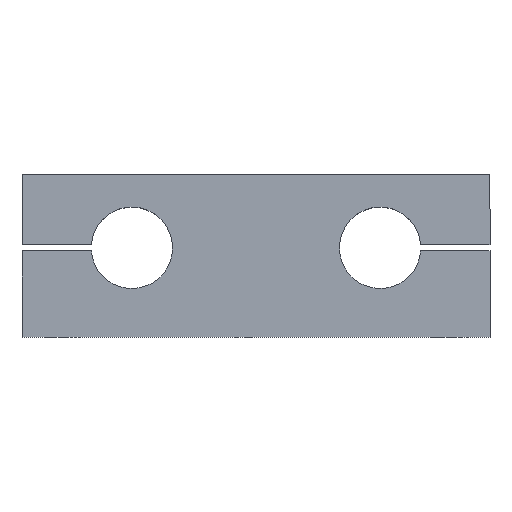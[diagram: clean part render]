
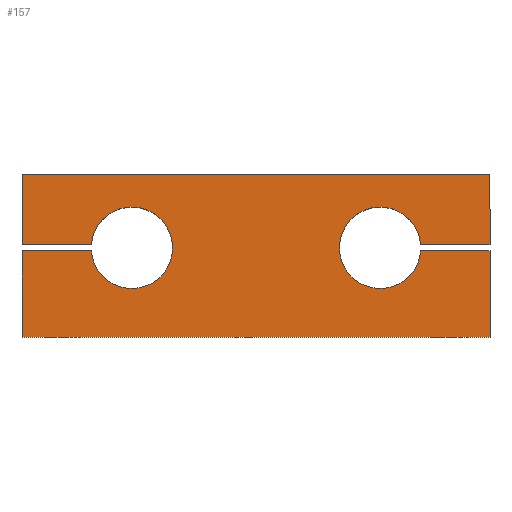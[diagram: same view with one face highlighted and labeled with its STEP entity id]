
A CAD part, top view. The second image highlights one B-rep face of the part: STEP entity #157.
In plain terms, the highlighted planar face has unit normal (0, 0, 1).
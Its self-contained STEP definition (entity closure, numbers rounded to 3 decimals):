
#2 = ORIENTED_EDGE ( 'NONE', *, *, #454, .T. ) ;
#15 = VECTOR ( 'NONE', #302, 1000. ) ;
#28 = CARTESIAN_POINT ( 'NONE',  ( 115., 0., 15. ) ) ;
#43 = LINE ( 'NONE', #366, #15 ) ;
#49 = CARTESIAN_POINT ( 'NONE',  ( -80.944, 42.5, 15. ) ) ;
#63 = CARTESIAN_POINT ( 'NONE',  ( -115., 0., 15. ) ) ;
#79 = CARTESIAN_POINT ( 'NONE',  ( -115., 45.5, 15. ) ) ;
#96 = VERTEX_POINT ( 'NONE', #738 ) ;
#99 = CIRCLE ( 'NONE', #350, 20. ) ;
#108 = DIRECTION ( 'NONE',  ( -1., 0., 0. ) ) ;
#114 = EDGE_CURVE ( 'NONE', #226, #342, #99, .T. ) ;
#118 = DIRECTION ( 'NONE',  ( 0., 1., 0. ) ) ;
#120 = VERTEX_POINT ( 'NONE', #204 ) ;
#124 = ORIENTED_EDGE ( 'NONE', *, *, #141, .T. ) ;
#125 = CARTESIAN_POINT ( 'NONE',  ( -115., 80., 15. ) ) ;
#126 = CARTESIAN_POINT ( 'NONE',  ( -115., 45.5, 15. ) ) ;
#128 = VECTOR ( 'NONE', #716, 1000. ) ;
#141 = EDGE_CURVE ( 'NONE', #675, #577, #294, .T. ) ;
#151 = EDGE_CURVE ( 'NONE', #733, #214, #537, .T. ) ;
#157 = ADVANCED_FACE ( 'NONE', ( #626 ), #553, .F. ) ;
#165 = EDGE_LOOP ( 'NONE', ( #471, #787, #543, #497, #304, #2, #435, #205, #404, #124, #397, #648 ) ) ;
#167 = DIRECTION ( 'NONE',  ( -1., 0., 0. ) ) ;
#183 = CARTESIAN_POINT ( 'NONE',  ( 115., 0., 15. ) ) ;
#197 = CARTESIAN_POINT ( 'NONE',  ( 115., 45.5, 15. ) ) ;
#201 = VECTOR ( 'NONE', #281, 1000. ) ;
#202 = CARTESIAN_POINT ( 'NONE',  ( -115., 80., 15. ) ) ;
#204 = CARTESIAN_POINT ( 'NONE',  ( 115., 0., 15. ) ) ;
#205 = ORIENTED_EDGE ( 'NONE', *, *, #114, .F. ) ;
#211 = EDGE_CURVE ( 'NONE', #96, #273, #689, .T. ) ;
#214 = VERTEX_POINT ( 'NONE', #649 ) ;
#215 = VERTEX_POINT ( 'NONE', #125 ) ;
#226 = VERTEX_POINT ( 'NONE', #49 ) ;
#227 = AXIS2_PLACEMENT_3D ( 'NONE', #314, #576, #250 ) ;
#230 = EDGE_CURVE ( 'NONE', #675, #226, #567, .T. ) ;
#231 = LINE ( 'NONE', #428, #790 ) ;
#244 = EDGE_CURVE ( 'NONE', #577, #120, #43, .T. ) ;
#250 = DIRECTION ( 'NONE',  ( -1., 0., 0. ) ) ;
#273 = VERTEX_POINT ( 'NONE', #460 ) ;
#281 = DIRECTION ( 'NONE',  ( 0., -1., 0. ) ) ;
#294 = LINE ( 'NONE', #555, #201 ) ;
#302 = DIRECTION ( 'NONE',  ( 1., 0., 0. ) ) ;
#304 = ORIENTED_EDGE ( 'NONE', *, *, #357, .T. ) ;
#314 = CARTESIAN_POINT ( 'NONE',  ( 61., 44., 15. ) ) ;
#329 = DIRECTION ( 'NONE',  ( -1., 0., 0. ) ) ;
#342 = VERTEX_POINT ( 'NONE', #556 ) ;
#347 = EDGE_CURVE ( 'NONE', #273, #733, #231, .T. ) ;
#350 = AXIS2_PLACEMENT_3D ( 'NONE', #522, #732, #789 ) ;
#353 = VECTOR ( 'NONE', #118, 1000. ) ;
#357 = EDGE_CURVE ( 'NONE', #214, #215, #828, .T. ) ;
#366 = CARTESIAN_POINT ( 'NONE',  ( -115., 0., 15. ) ) ;
#372 = DIRECTION ( 'NONE',  ( 1., 0., 0. ) ) ;
#374 = CARTESIAN_POINT ( 'NONE',  ( -115., 42.5, 15. ) ) ;
#377 = DIRECTION ( 'NONE',  ( 0., 0., -1. ) ) ;
#382 = VECTOR ( 'NONE', #372, 1000. ) ;
#397 = ORIENTED_EDGE ( 'NONE', *, *, #244, .T. ) ;
#404 = ORIENTED_EDGE ( 'NONE', *, *, #230, .F. ) ;
#414 = DIRECTION ( 'NONE',  ( 0., -1., 0. ) ) ;
#415 = DIRECTION ( 'NONE',  ( 0., 1., 0. ) ) ;
#425 = LINE ( 'NONE', #503, #600 ) ;
#428 = CARTESIAN_POINT ( 'NONE',  ( 115., 45.5, 15. ) ) ;
#435 = ORIENTED_EDGE ( 'NONE', *, *, #508, .F. ) ;
#440 = CARTESIAN_POINT ( 'NONE',  ( 115., 42.5, 15. ) ) ;
#454 = EDGE_CURVE ( 'NONE', #215, #734, #549, .T. ) ;
#460 = CARTESIAN_POINT ( 'NONE',  ( 80.944, 45.5, 15. ) ) ;
#463 = LINE ( 'NONE', #79, #487 ) ;
#471 = ORIENTED_EDGE ( 'NONE', *, *, #840, .T. ) ;
#487 = VECTOR ( 'NONE', #329, 1000. ) ;
#490 = CARTESIAN_POINT ( 'NONE',  ( -115., 42.5, 15. ) ) ;
#497 = ORIENTED_EDGE ( 'NONE', *, *, #151, .T. ) ;
#503 = CARTESIAN_POINT ( 'NONE',  ( 115., 42.5, 15. ) ) ;
#508 = EDGE_CURVE ( 'NONE', #342, #734, #463, .T. ) ;
#522 = CARTESIAN_POINT ( 'NONE',  ( -61., 44., 15. ) ) ;
#524 = VECTOR ( 'NONE', #414, 1000. ) ;
#534 = VERTEX_POINT ( 'NONE', #440 ) ;
#537 = LINE ( 'NONE', #28, #686 ) ;
#543 = ORIENTED_EDGE ( 'NONE', *, *, #347, .T. ) ;
#549 = LINE ( 'NONE', #808, #524 ) ;
#553 = PLANE ( 'NONE',  #614 ) ;
#555 = CARTESIAN_POINT ( 'NONE',  ( -115., 0., 15. ) ) ;
#556 = CARTESIAN_POINT ( 'NONE',  ( -80.944, 45.5, 15. ) ) ;
#563 = LINE ( 'NONE', #183, #353 ) ;
#567 = LINE ( 'NONE', #490, #382 ) ;
#576 = DIRECTION ( 'NONE',  ( 0., 0., -1. ) ) ;
#577 = VERTEX_POINT ( 'NONE', #63 ) ;
#600 = VECTOR ( 'NONE', #108, 1000. ) ;
#614 = AXIS2_PLACEMENT_3D ( 'NONE', #757, #377, #167 ) ;
#626 = FACE_OUTER_BOUND ( 'NONE', #165, .T. ) ;
#640 = DIRECTION ( 'NONE',  ( 1., 0., 0. ) ) ;
#648 = ORIENTED_EDGE ( 'NONE', *, *, #659, .T. ) ;
#649 = CARTESIAN_POINT ( 'NONE',  ( 115., 80., 15. ) ) ;
#659 = EDGE_CURVE ( 'NONE', #120, #534, #563, .T. ) ;
#675 = VERTEX_POINT ( 'NONE', #374 ) ;
#686 = VECTOR ( 'NONE', #415, 1000. ) ;
#689 = CIRCLE ( 'NONE', #227, 20. ) ;
#716 = DIRECTION ( 'NONE',  ( -1., 0., 0. ) ) ;
#732 = DIRECTION ( 'NONE',  ( 0., 0., 1. ) ) ;
#733 = VERTEX_POINT ( 'NONE', #197 ) ;
#734 = VERTEX_POINT ( 'NONE', #126 ) ;
#738 = CARTESIAN_POINT ( 'NONE',  ( 80.944, 42.5, 15. ) ) ;
#757 = CARTESIAN_POINT ( 'NONE',  ( 0., 0., 15. ) ) ;
#787 = ORIENTED_EDGE ( 'NONE', *, *, #211, .T. ) ;
#789 = DIRECTION ( 'NONE',  ( 1., 0., 0. ) ) ;
#790 = VECTOR ( 'NONE', #640, 1000. ) ;
#808 = CARTESIAN_POINT ( 'NONE',  ( -115., 0., 15. ) ) ;
#828 = LINE ( 'NONE', #202, #128 ) ;
#840 = EDGE_CURVE ( 'NONE', #534, #96, #425, .T. ) ;
